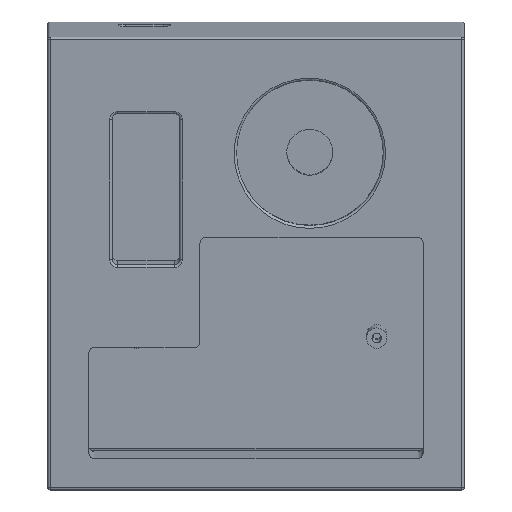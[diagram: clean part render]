
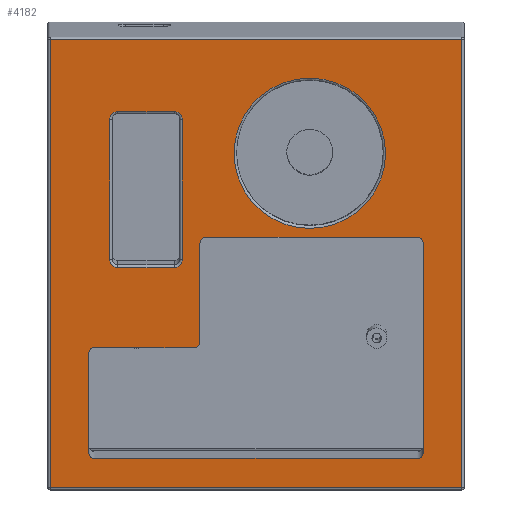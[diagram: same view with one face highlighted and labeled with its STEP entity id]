
A CAD part, top view. The second image highlights one B-rep face of the part: STEP entity #4182.
In plain terms, the highlighted planar face has unit normal (0, -0.131, 0.991).
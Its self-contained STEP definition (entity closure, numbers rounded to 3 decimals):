
#227=FACE_BOUND('',#1400,.T.);
#228=FACE_BOUND('',#1401,.T.);
#229=FACE_BOUND('',#1402,.T.);
#275=LINE('',#6156,#649);
#276=LINE('',#6158,#650);
#277=LINE('',#6160,#651);
#278=LINE('',#6161,#652);
#279=LINE('',#6166,#653);
#280=LINE('',#6170,#654);
#281=LINE('',#6174,#655);
#282=LINE('',#6177,#656);
#283=LINE('',#6182,#657);
#284=LINE('',#6186,#658);
#285=LINE('',#6190,#659);
#286=LINE('',#6194,#660);
#287=LINE('',#6198,#661);
#288=LINE('',#6201,#662);
#649=VECTOR('',#4913,10.);
#650=VECTOR('',#4914,10.);
#651=VECTOR('',#4915,10.);
#652=VECTOR('',#4916,10.);
#653=VECTOR('',#4919,10.);
#654=VECTOR('',#4922,10.);
#655=VECTOR('',#4925,10.);
#656=VECTOR('',#4928,10.);
#657=VECTOR('',#4931,10.);
#658=VECTOR('',#4934,10.);
#659=VECTOR('',#4937,10.);
#660=VECTOR('',#4940,10.);
#661=VECTOR('',#4943,10.);
#662=VECTOR('',#4946,10.);
#1023=PLANE('',#4469);
#1142=FACE_OUTER_BOUND('',#1399,.T.);
#1399=EDGE_LOOP('',(#2916,#2917,#2918,#2919));
#1400=EDGE_LOOP('',(#2920,#2921,#2922,#2923,#2924,#2925,#2926,#2927));
#1401=EDGE_LOOP('',(#2928,#2929,#2930,#2931,#2932,#2933,#2934,#2935,#2936,
#2937,#2938,#2939));
#1402=EDGE_LOOP('',(#2940));
#1703=CIRCLE('',#4466,12.95);
#1706=CIRCLE('',#4470,1.4);
#1707=CIRCLE('',#4471,1.4);
#1708=CIRCLE('',#4472,1.4);
#1709=CIRCLE('',#4473,1.4);
#1710=CIRCLE('',#4474,1.);
#1711=CIRCLE('',#4475,1.);
#1712=CIRCLE('',#4476,1.);
#1713=CIRCLE('',#4477,1.);
#1714=CIRCLE('',#4478,1.);
#1715=CIRCLE('',#4479,1.);
#1883=VERTEX_POINT('',#6148);
#1885=VERTEX_POINT('',#6154);
#1886=VERTEX_POINT('',#6155);
#1887=VERTEX_POINT('',#6157);
#1888=VERTEX_POINT('',#6159);
#1889=VERTEX_POINT('',#6162);
#1890=VERTEX_POINT('',#6163);
#1891=VERTEX_POINT('',#6165);
#1892=VERTEX_POINT('',#6167);
#1893=VERTEX_POINT('',#6169);
#1894=VERTEX_POINT('',#6171);
#1895=VERTEX_POINT('',#6173);
#1896=VERTEX_POINT('',#6175);
#1897=VERTEX_POINT('',#6178);
#1898=VERTEX_POINT('',#6179);
#1899=VERTEX_POINT('',#6181);
#1900=VERTEX_POINT('',#6183);
#1901=VERTEX_POINT('',#6185);
#1902=VERTEX_POINT('',#6187);
#1903=VERTEX_POINT('',#6189);
#1904=VERTEX_POINT('',#6191);
#1905=VERTEX_POINT('',#6193);
#1906=VERTEX_POINT('',#6195);
#1907=VERTEX_POINT('',#6197);
#1908=VERTEX_POINT('',#6199);
#2284=EDGE_CURVE('',#1883,#1883,#1703,.T.);
#2287=EDGE_CURVE('',#1885,#1886,#275,.T.);
#2288=EDGE_CURVE('',#1887,#1885,#276,.T.);
#2289=EDGE_CURVE('',#1888,#1887,#277,.T.);
#2290=EDGE_CURVE('',#1886,#1888,#278,.T.);
#2291=EDGE_CURVE('',#1889,#1890,#1706,.T.);
#2292=EDGE_CURVE('',#1891,#1889,#279,.T.);
#2293=EDGE_CURVE('',#1892,#1891,#1707,.T.);
#2294=EDGE_CURVE('',#1893,#1892,#280,.T.);
#2295=EDGE_CURVE('',#1894,#1893,#1708,.T.);
#2296=EDGE_CURVE('',#1895,#1894,#281,.T.);
#2297=EDGE_CURVE('',#1896,#1895,#1709,.T.);
#2298=EDGE_CURVE('',#1890,#1896,#282,.T.);
#2299=EDGE_CURVE('',#1897,#1898,#1710,.T.);
#2300=EDGE_CURVE('',#1897,#1899,#283,.T.);
#2301=EDGE_CURVE('',#1900,#1899,#1711,.T.);
#2302=EDGE_CURVE('',#1900,#1901,#284,.T.);
#2303=EDGE_CURVE('',#1902,#1901,#1712,.T.);
#2304=EDGE_CURVE('',#1902,#1903,#285,.T.);
#2305=EDGE_CURVE('',#1904,#1903,#1713,.T.);
#2306=EDGE_CURVE('',#1904,#1905,#286,.T.);
#2307=EDGE_CURVE('',#1906,#1905,#1714,.T.);
#2308=EDGE_CURVE('',#1906,#1907,#287,.T.);
#2309=EDGE_CURVE('',#1908,#1907,#1715,.T.);
#2310=EDGE_CURVE('',#1908,#1898,#288,.T.);
#2916=ORIENTED_EDGE('',*,*,#2287,.F.);
#2917=ORIENTED_EDGE('',*,*,#2288,.F.);
#2918=ORIENTED_EDGE('',*,*,#2289,.F.);
#2919=ORIENTED_EDGE('',*,*,#2290,.F.);
#2920=ORIENTED_EDGE('',*,*,#2291,.F.);
#2921=ORIENTED_EDGE('',*,*,#2292,.F.);
#2922=ORIENTED_EDGE('',*,*,#2293,.F.);
#2923=ORIENTED_EDGE('',*,*,#2294,.F.);
#2924=ORIENTED_EDGE('',*,*,#2295,.F.);
#2925=ORIENTED_EDGE('',*,*,#2296,.F.);
#2926=ORIENTED_EDGE('',*,*,#2297,.F.);
#2927=ORIENTED_EDGE('',*,*,#2298,.F.);
#2928=ORIENTED_EDGE('',*,*,#2299,.F.);
#2929=ORIENTED_EDGE('',*,*,#2300,.T.);
#2930=ORIENTED_EDGE('',*,*,#2301,.F.);
#2931=ORIENTED_EDGE('',*,*,#2302,.T.);
#2932=ORIENTED_EDGE('',*,*,#2303,.F.);
#2933=ORIENTED_EDGE('',*,*,#2304,.T.);
#2934=ORIENTED_EDGE('',*,*,#2305,.F.);
#2935=ORIENTED_EDGE('',*,*,#2306,.T.);
#2936=ORIENTED_EDGE('',*,*,#2307,.F.);
#2937=ORIENTED_EDGE('',*,*,#2308,.T.);
#2938=ORIENTED_EDGE('',*,*,#2309,.F.);
#2939=ORIENTED_EDGE('',*,*,#2310,.T.);
#2940=ORIENTED_EDGE('',*,*,#2284,.F.);
#4182=ADVANCED_FACE('',(#1142,#227,#228,#229),#1023,.T.);
#4466=AXIS2_PLACEMENT_3D('',#6149,#4905,#4906);
#4469=AXIS2_PLACEMENT_3D('',#6153,#4911,#4912);
#4470=AXIS2_PLACEMENT_3D('',#6164,#4917,#4918);
#4471=AXIS2_PLACEMENT_3D('',#6168,#4920,#4921);
#4472=AXIS2_PLACEMENT_3D('',#6172,#4923,#4924);
#4473=AXIS2_PLACEMENT_3D('',#6176,#4926,#4927);
#4474=AXIS2_PLACEMENT_3D('',#6180,#4929,#4930);
#4475=AXIS2_PLACEMENT_3D('',#6184,#4932,#4933);
#4476=AXIS2_PLACEMENT_3D('',#6188,#4935,#4936);
#4477=AXIS2_PLACEMENT_3D('',#6192,#4938,#4939);
#4478=AXIS2_PLACEMENT_3D('',#6196,#4941,#4942);
#4479=AXIS2_PLACEMENT_3D('',#6200,#4944,#4945);
#4905=DIRECTION('center_axis',(0.,-0.131,0.991));
#4906=DIRECTION('ref_axis',(-1.,0.,0.));
#4911=DIRECTION('center_axis',(0.,-0.131,0.991));
#4912=DIRECTION('ref_axis',(1.,0.,0.));
#4913=DIRECTION('',(-1.,0.,0.));
#4914=DIRECTION('',(0.,-0.991,-0.131));
#4915=DIRECTION('',(1.,0.,0.));
#4916=DIRECTION('',(0.,0.991,0.131));
#4917=DIRECTION('center_axis',(0.,-0.131,0.991));
#4918=DIRECTION('ref_axis',(0.707,-0.701,-0.092));
#4919=DIRECTION('',(1.,0.,0.));
#4920=DIRECTION('center_axis',(0.,-0.131,0.991));
#4921=DIRECTION('ref_axis',(-0.707,-0.701,-0.092));
#4922=DIRECTION('',(0.,-0.991,-0.131));
#4923=DIRECTION('center_axis',(0.,-0.131,0.991));
#4924=DIRECTION('ref_axis',(-0.707,0.701,0.092));
#4925=DIRECTION('',(-1.,0.,0.));
#4926=DIRECTION('center_axis',(0.,-0.131,0.991));
#4927=DIRECTION('ref_axis',(0.707,0.701,0.092));
#4928=DIRECTION('',(0.,0.991,0.131));
#4929=DIRECTION('center_axis',(0.,0.131,-0.991));
#4930=DIRECTION('ref_axis',(0.707,-0.701,-0.092));
#4931=DIRECTION('',(0.,0.991,0.131));
#4932=DIRECTION('center_axis',(0.,-0.131,0.991));
#4933=DIRECTION('ref_axis',(-0.707,0.701,0.092));
#4934=DIRECTION('',(1.,0.,0.));
#4935=DIRECTION('center_axis',(0.,-0.131,0.991));
#4936=DIRECTION('ref_axis',(0.707,0.701,0.092));
#4937=DIRECTION('',(0.,-0.991,-0.131));
#4938=DIRECTION('center_axis',(0.,-0.131,0.991));
#4939=DIRECTION('ref_axis',(0.707,-0.701,-0.092));
#4940=DIRECTION('',(-1.,0.,0.));
#4941=DIRECTION('center_axis',(0.,-0.131,0.991));
#4942=DIRECTION('ref_axis',(-0.707,-0.701,-0.092));
#4943=DIRECTION('',(0.,0.991,0.131));
#4944=DIRECTION('center_axis',(0.,-0.131,0.991));
#4945=DIRECTION('ref_axis',(-0.707,0.701,0.092));
#4946=DIRECTION('',(1.,0.,0.));
#6148=CARTESIAN_POINT('',(50.719,49.904,18.568));
#6149=CARTESIAN_POINT('Origin',(37.769,49.904,18.568));
#6153=CARTESIAN_POINT('Origin',(28.575,31.006,16.08));
#6154=CARTESIAN_POINT('',(63.75,-7.291,11.038));
#6155=CARTESIAN_POINT('',(-6.6,-7.291,11.038));
#6156=CARTESIAN_POINT('',(11.537,-7.291,11.038));
#6157=CARTESIAN_POINT('',(63.75,69.304,21.122));
#6158=CARTESIAN_POINT('',(63.75,11.659,13.533));
#6159=CARTESIAN_POINT('',(-6.6,69.304,21.122));
#6160=CARTESIAN_POINT('',(45.612,69.304,21.122));
#6161=CARTESIAN_POINT('',(-6.6,50.353,18.627));
#6162=CARTESIAN_POINT('',(14.57,30.371,15.996));
#6163=CARTESIAN_POINT('',(15.97,31.759,16.179));
#6164=CARTESIAN_POINT('Origin',(14.57,31.759,16.179));
#6165=CARTESIAN_POINT('',(4.973,30.371,15.996));
#6166=CARTESIAN_POINT('',(22.073,30.371,15.996));
#6167=CARTESIAN_POINT('',(3.573,31.759,16.179));
#6168=CARTESIAN_POINT('Origin',(4.973,31.759,16.179));
#6169=CARTESIAN_POINT('',(3.573,55.656,19.325));
#6170=CARTESIAN_POINT('',(3.573,30.887,16.064));
#6171=CARTESIAN_POINT('',(4.973,57.044,19.508));
#6172=CARTESIAN_POINT('Origin',(4.973,55.656,19.325));
#6173=CARTESIAN_POINT('',(14.57,57.044,19.508));
#6174=CARTESIAN_POINT('',(16.274,57.044,19.508));
#6175=CARTESIAN_POINT('',(15.97,55.656,19.325));
#6176=CARTESIAN_POINT('Origin',(14.57,55.656,19.325));
#6177=CARTESIAN_POINT('',(15.97,43.827,17.768));
#6178=CARTESIAN_POINT('',(19.,17.693,14.327));
#6179=CARTESIAN_POINT('',(18.,16.702,14.197));
#6180=CARTESIAN_POINT('Origin',(18.,17.693,14.327));
#6181=CARTESIAN_POINT('',(19.,34.548,16.546));
#6182=CARTESIAN_POINT('',(19.,16.702,14.197));
#6183=CARTESIAN_POINT('',(20.,35.539,16.677));
#6184=CARTESIAN_POINT('Origin',(20.,34.548,16.546));
#6185=CARTESIAN_POINT('',(56.15,35.539,16.677));
#6186=CARTESIAN_POINT('',(19.,35.539,16.677));
#6187=CARTESIAN_POINT('',(57.15,34.548,16.546));
#6188=CARTESIAN_POINT('Origin',(56.15,34.548,16.546));
#6189=CARTESIAN_POINT('',(57.15,-1.244,11.834));
#6190=CARTESIAN_POINT('',(57.15,35.539,16.677));
#6191=CARTESIAN_POINT('',(56.15,-2.235,11.704));
#6192=CARTESIAN_POINT('Origin',(56.15,-1.244,11.834));
#6193=CARTESIAN_POINT('',(1.,-2.235,11.704));
#6194=CARTESIAN_POINT('',(57.15,-2.235,11.704));
#6195=CARTESIAN_POINT('',(0.,-1.244,11.834));
#6196=CARTESIAN_POINT('Origin',(1.,-1.244,11.834));
#6197=CARTESIAN_POINT('',(0.,15.71,14.066));
#6198=CARTESIAN_POINT('',(0.,-2.235,11.704));
#6199=CARTESIAN_POINT('',(1.,16.702,14.197));
#6200=CARTESIAN_POINT('Origin',(1.,15.71,14.066));
#6201=CARTESIAN_POINT('',(0.,16.702,14.197));
